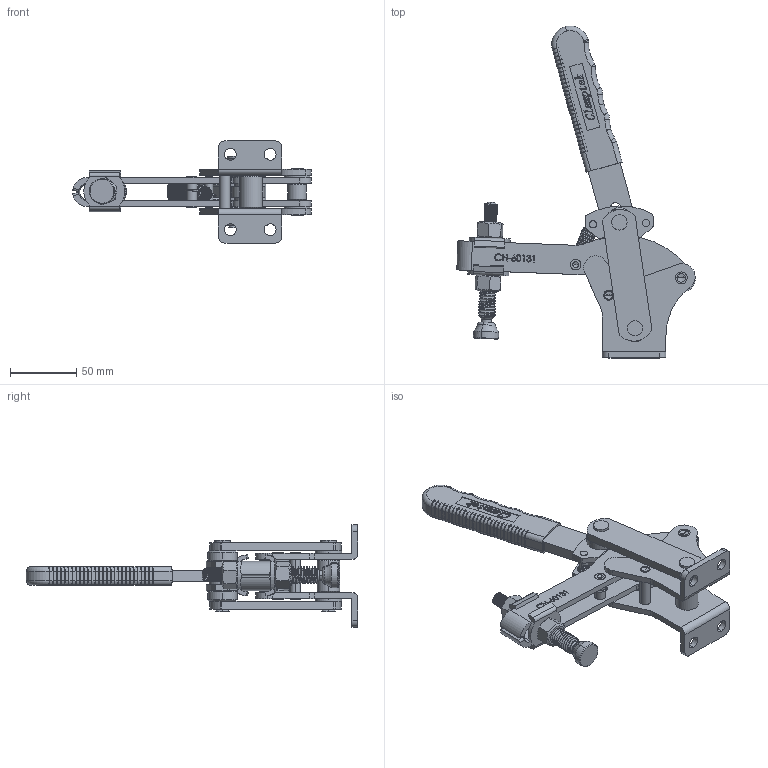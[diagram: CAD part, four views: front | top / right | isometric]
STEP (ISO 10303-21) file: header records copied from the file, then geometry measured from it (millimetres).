
FILE_DESCRIPTION (( 'STEP AP203' ), '1' );
FILE_NAME ('CH-60131.STEP', '2010-06-08T01:20:44', ( '微软用户' ), ( '微软中国' ), 'SwSTEP 2.0', 'SolidWorks 2008', '' );
FILE_SCHEMA (( 'CONFIG_CONTROL_DESIGN' ));
Length unit declared in the file: millimetre
Products named in the file (24): 60131-05_默认; 60131-01FLANGED BASE_默认; 60131-08_默认; 60131-04 CONNECTING-PLATE_默认; 60131-17_默认; 60131-18_默认; 60131-15_默认; 60131-19_默认; 60131-16_默认; CH-60131; 60131-02 BAR_默认; 60131-20_默认; 60131-12_默认; 60131-13_默认; 60131-21_默认; 60131-22_默认; 60131-03 HANDLE_默认; 60131-06_默认; 60131-10_默认; 60131-09_默认; 60131-07_默认; 60131-11_默认; 1-2 NUT_默认; 60131-14_默认
Assembly tree (35 placements, depth 2):
  CH-60131
    60131-03 HANDLE_默认
    60131-08_默认  x2
    60131-21_默认  x2
    60131-06_默认
    60131-05_默认  x2
    60131-22_默认  x4
    1-2 NUT_默认  x2
    60131-17_默认  x2
    60131-07_默认
    60131-01FLANGED BASE_默认
    60131-02 BAR_默认
    60131-19_默认  x2
    60131-14_默认
    60131-20_默认  x2
    60131-04 CONNECTING-PLATE_默认  x2
    60131-11_默认
    60131-09_默认  x2
    60131-16_默认
    60131-12_默认
    60131-15_默认
    60131-13_默认
    60131-10_默认
    60131-18_默认
Bounding box: 179.72 x 250.4 x 77 mm (x, y, z)
Volume: 220803.5 mm3; surface area: 124469 mm2
Topology: 37 solids, 37 shells, 2026 faces, 5108 edges, 3199 vertices
Faces by surface type: plane 820, cylinder 593, bspline 400, cone 109, torus 94, sphere 10
Entity records: 90133 total; most frequent: CARTESIAN_POINT 44498, ORIENTED_EDGE 9452, DIRECTION 8018, EDGE_CURVE 4726, VERTEX_POINT 2964, AXIS2_PLACEMENT_3D 2717, VECTOR 2584, LINE 2584
